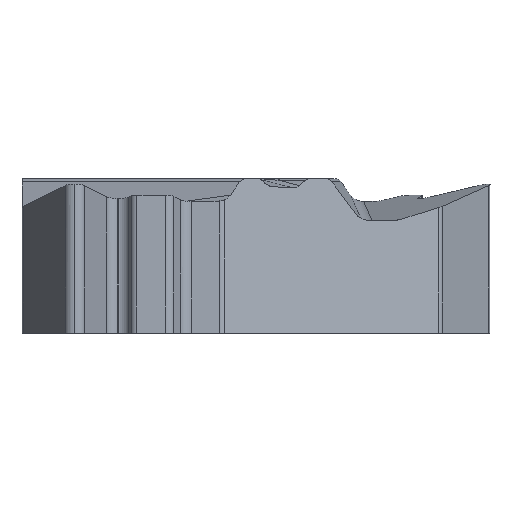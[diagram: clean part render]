
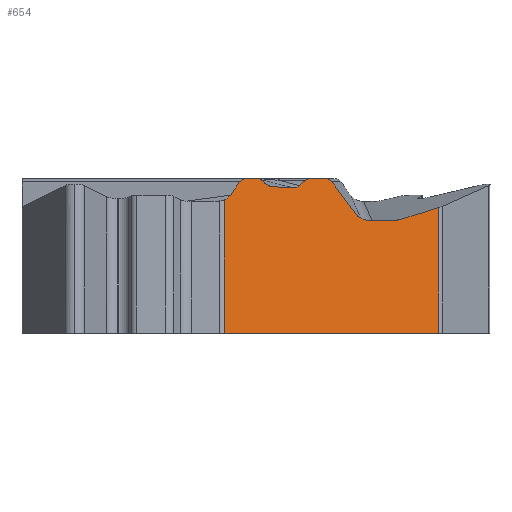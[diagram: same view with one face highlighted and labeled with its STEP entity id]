
A CAD part, front view. The second image highlights one B-rep face of the part: STEP entity #654.
In plain terms, the highlighted planar face has unit normal (0.5, -0.866, 0).
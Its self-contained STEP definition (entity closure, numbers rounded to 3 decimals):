
#63=PLANE('',#2224);
#119=FACE_OUTER_BOUND('',#830,.T.);
#231=ELLIPSE('',#2217,0.338,0.32);
#232=ELLIPSE('',#2218,0.392,0.32);
#233=ELLIPSE('',#2219,0.236,0.2);
#234=ELLIPSE('',#2220,0.167,0.15);
#235=ELLIPSE('',#2221,0.15,0.15);
#236=ELLIPSE('',#2222,0.227,0.2);
#237=ELLIPSE('',#2223,0.385,0.32);
#312=LINE('',#3731,#498);
#313=LINE('',#3734,#499);
#314=LINE('',#3736,#500);
#315=LINE('',#3740,#501);
#316=LINE('',#3744,#502);
#317=LINE('',#3748,#503);
#318=LINE('',#3752,#504);
#319=LINE('',#3765,#505);
#320=LINE('',#3781,#506);
#321=LINE('',#3785,#507);
#322=LINE('',#3789,#508);
#323=LINE('',#3793,#509);
#498=VECTOR('',#2542,1.);
#499=VECTOR('',#2543,1.);
#500=VECTOR('',#2544,1.);
#501=VECTOR('',#2547,1.);
#502=VECTOR('',#2550,1.);
#503=VECTOR('',#2553,1.);
#504=VECTOR('',#2556,1.);
#505=VECTOR('',#2557,1.);
#506=VECTOR('',#2558,1.);
#507=VECTOR('',#2561,1.);
#508=VECTOR('',#2564,1.);
#509=VECTOR('',#2567,1.);
#654=ADVANCED_FACE('',(#119),#63,.F.);
#830=EDGE_LOOP('',(#1042,#1043,#1044,#1045,#1046,#1047,#1048,#1049,#1050,
#1051,#1052,#1053,#1054,#1055,#1056,#1057,#1058,#1059,#1060,#1061,#1062));
#1042=ORIENTED_EDGE('',*,*,#1840,.F.);
#1043=ORIENTED_EDGE('',*,*,#1841,.T.);
#1044=ORIENTED_EDGE('',*,*,#1842,.T.);
#1045=ORIENTED_EDGE('',*,*,#1843,.T.);
#1046=ORIENTED_EDGE('',*,*,#1844,.F.);
#1047=ORIENTED_EDGE('',*,*,#1845,.T.);
#1048=ORIENTED_EDGE('',*,*,#1846,.T.);
#1049=ORIENTED_EDGE('',*,*,#1847,.F.);
#1050=ORIENTED_EDGE('',*,*,#1848,.F.);
#1051=ORIENTED_EDGE('',*,*,#1849,.F.);
#1052=ORIENTED_EDGE('',*,*,#1850,.T.);
#1053=ORIENTED_EDGE('',*,*,#1851,.T.);
#1054=ORIENTED_EDGE('',*,*,#1852,.T.);
#1055=ORIENTED_EDGE('',*,*,#1853,.T.);
#1056=ORIENTED_EDGE('',*,*,#1854,.T.);
#1057=ORIENTED_EDGE('',*,*,#1855,.F.);
#1058=ORIENTED_EDGE('',*,*,#1856,.F.);
#1059=ORIENTED_EDGE('',*,*,#1857,.F.);
#1060=ORIENTED_EDGE('',*,*,#1858,.T.);
#1061=ORIENTED_EDGE('',*,*,#1859,.T.);
#1062=ORIENTED_EDGE('',*,*,#1860,.T.);
#1622=VERTEX_POINT('',#3732);
#1623=VERTEX_POINT('',#3733);
#1624=VERTEX_POINT('',#3735);
#1625=VERTEX_POINT('',#3737);
#1626=VERTEX_POINT('',#3739);
#1627=VERTEX_POINT('',#3741);
#1628=VERTEX_POINT('',#3743);
#1629=VERTEX_POINT('',#3745);
#1630=VERTEX_POINT('',#3747);
#1631=VERTEX_POINT('',#3749);
#1632=VERTEX_POINT('',#3751);
#1633=VERTEX_POINT('',#3753);
#1634=VERTEX_POINT('',#3764);
#1635=VERTEX_POINT('',#3766);
#1636=VERTEX_POINT('',#3780);
#1637=VERTEX_POINT('',#3782);
#1638=VERTEX_POINT('',#3784);
#1639=VERTEX_POINT('',#3786);
#1640=VERTEX_POINT('',#3788);
#1641=VERTEX_POINT('',#3790);
#1642=VERTEX_POINT('',#3792);
#1840=EDGE_CURVE('',#1622,#1623,#312,.T.);
#1841=EDGE_CURVE('',#1622,#1624,#313,.T.);
#1842=EDGE_CURVE('',#1624,#1625,#314,.T.);
#1843=EDGE_CURVE('',#1625,#1626,#231,.T.);
#1844=EDGE_CURVE('',#1627,#1626,#315,.T.);
#1845=EDGE_CURVE('',#1627,#1628,#232,.T.);
#1846=EDGE_CURVE('',#1628,#1629,#316,.T.);
#1847=EDGE_CURVE('',#1630,#1629,#233,.T.);
#1848=EDGE_CURVE('',#1631,#1630,#317,.T.);
#1849=EDGE_CURVE('',#1632,#1631,#234,.T.);
#1850=EDGE_CURVE('',#1632,#1633,#318,.T.);
#1851=EDGE_CURVE('',#1633,#1634,#2125,.T.);
#1852=EDGE_CURVE('',#1634,#1635,#319,.T.);
#1853=EDGE_CURVE('',#1635,#1636,#2126,.T.);
#1854=EDGE_CURVE('',#1636,#1637,#320,.T.);
#1855=EDGE_CURVE('',#1638,#1637,#235,.T.);
#1856=EDGE_CURVE('',#1639,#1638,#321,.T.);
#1857=EDGE_CURVE('',#1640,#1639,#236,.T.);
#1858=EDGE_CURVE('',#1640,#1641,#322,.T.);
#1859=EDGE_CURVE('',#1641,#1642,#237,.T.);
#1860=EDGE_CURVE('',#1642,#1623,#323,.T.);
#2125=B_SPLINE_CURVE_WITH_KNOTS('',3,(#3754,#3755,#3756,#3757,#3758,#3759,
#3760,#3761,#3762,#3763),.UNSPECIFIED.,.F.,.F.,(4,3,3,4),(0.,0.474,
0.706,1.),.UNSPECIFIED.);
#2126=B_SPLINE_CURVE_WITH_KNOTS('',3,(#3767,#3768,#3769,#3770,#3771,#3772,
#3773,#3774,#3775,#3776,#3777,#3778,#3779),.UNSPECIFIED.,.F.,.F.,(4,3,3,
3,4),(0.,0.25,0.499,0.746,1.),
 .UNSPECIFIED.);
#2217=AXIS2_PLACEMENT_3D('',#3738,#2545,#2546);
#2218=AXIS2_PLACEMENT_3D('',#3742,#2548,#2549);
#2219=AXIS2_PLACEMENT_3D('',#3746,#2551,#2552);
#2220=AXIS2_PLACEMENT_3D('',#3750,#2554,#2555);
#2221=AXIS2_PLACEMENT_3D('',#3783,#2559,#2560);
#2222=AXIS2_PLACEMENT_3D('',#3787,#2562,#2563);
#2223=AXIS2_PLACEMENT_3D('',#3791,#2565,#2566);
#2224=AXIS2_PLACEMENT_3D('',#3794,#2568,#2569);
#2542=DIRECTION('',(-0.866,-0.5,0.));
#2543=DIRECTION('',(0.,0.,1.));
#2544=DIRECTION('',(-0.837,-0.483,-0.259));
#2545=DIRECTION('',(-0.5,0.866,0.));
#2546=DIRECTION('',(-0.837,-0.483,-0.259));
#2547=DIRECTION('',(0.866,0.5,0.));
#2548=DIRECTION('',(-0.5,0.866,0.));
#2549=DIRECTION('',(-0.859,-0.496,0.124));
#2550=DIRECTION('',(-0.563,-0.325,0.759));
#2551=DIRECTION('',(-0.5,0.866,0.));
#2552=DIRECTION('',(0.866,0.5,0.));
#2553=DIRECTION('',(0.866,0.5,0.));
#2554=DIRECTION('',(-0.5,0.866,0.));
#2555=DIRECTION('',(-0.866,-0.5,0.));
#2556=DIRECTION('',(-0.687,-0.397,-0.608));
#2557=DIRECTION('',(-0.865,-0.499,0.049));
#2558=DIRECTION('',(-0.656,-0.378,0.653));
#2559=DIRECTION('',(-0.5,0.866,0.));
#2560=DIRECTION('',(0.866,0.5,0.));
#2561=DIRECTION('',(0.866,0.5,0.));
#2562=DIRECTION('',(-0.5,0.866,0.));
#2563=DIRECTION('',(0.866,0.5,0.));
#2564=DIRECTION('',(-0.55,-0.318,-0.772));
#2565=DIRECTION('',(-0.5,0.866,0.));
#2566=DIRECTION('',(0.845,0.488,0.217));
#2567=DIRECTION('',(0.,0.,-1.));
#2568=DIRECTION('',(-0.5,0.866,0.));
#2569=DIRECTION('',(-0.866,-0.5,0.));
#3731=CARTESIAN_POINT('',(8.733,-0.457,-3.97));
#3732=CARTESIAN_POINT('',(6.331,-1.844,-3.97));
#3733=CARTESIAN_POINT('',(0.625,-5.139,-3.97));
#3734=CARTESIAN_POINT('',(6.331,-1.844,0.));
#3735=CARTESIAN_POINT('',(6.331,-1.844,-0.627));
#3736=CARTESIAN_POINT('',(-3.145,-7.315,-3.559));
#3737=CARTESIAN_POINT('',(5.293,-2.443,-0.948));
#3738=CARTESIAN_POINT('',(5.222,-2.485,-0.639));
#3739=CARTESIAN_POINT('',(5.214,-2.489,-0.96));
#3740=CARTESIAN_POINT('',(-3.971,-7.792,-0.96));
#3741=CARTESIAN_POINT('',(4.428,-2.943,-0.96));
#3742=CARTESIAN_POINT('',(4.411,-2.953,-0.639));
#3743=CARTESIAN_POINT('',(4.138,-3.11,-0.815));
#3744=CARTESIAN_POINT('',(0.357,-5.293,4.281));
#3745=CARTESIAN_POINT('',(3.49,-3.484,0.058));
#3746=CARTESIAN_POINT('',(3.325,-3.579,-0.06));
#3747=CARTESIAN_POINT('',(3.325,-3.579,0.14));
#3748=CARTESIAN_POINT('',(-3.971,-7.792,0.14));
#3749=CARTESIAN_POINT('',(2.884,-3.834,0.14));
#3750=CARTESIAN_POINT('',(2.884,-3.834,-0.01));
#3751=CARTESIAN_POINT('',(2.79,-3.888,0.104));
#3752=CARTESIAN_POINT('',(-1.514,-6.373,-3.703));
#3753=CARTESIAN_POINT('',(2.626,-3.983,-0.041));
#3754=CARTESIAN_POINT('',(2.626,-3.983,-0.041));
#3755=CARTESIAN_POINT('',(2.603,-3.996,-0.061));
#3756=CARTESIAN_POINT('',(2.577,-4.011,-0.077));
#3757=CARTESIAN_POINT('',(2.55,-4.027,-0.087));
#3758=CARTESIAN_POINT('',(2.536,-4.035,-0.092));
#3759=CARTESIAN_POINT('',(2.522,-4.043,-0.096));
#3760=CARTESIAN_POINT('',(2.508,-4.051,-0.098));
#3761=CARTESIAN_POINT('',(2.49,-4.061,-0.102));
#3762=CARTESIAN_POINT('',(2.472,-4.072,-0.103));
#3763=CARTESIAN_POINT('',(2.454,-4.082,-0.102));
#3764=CARTESIAN_POINT('',(2.454,-4.082,-0.102));
#3765=CARTESIAN_POINT('',(8.714,-0.468,-0.453));
#3766=CARTESIAN_POINT('',(1.894,-4.406,-0.07));
#3767=CARTESIAN_POINT('',(1.894,-4.406,-0.07));
#3768=CARTESIAN_POINT('',(1.878,-4.415,-0.069));
#3769=CARTESIAN_POINT('',(1.863,-4.424,-0.067));
#3770=CARTESIAN_POINT('',(1.847,-4.433,-0.063));
#3771=CARTESIAN_POINT('',(1.832,-4.442,-0.059));
#3772=CARTESIAN_POINT('',(1.817,-4.45,-0.054));
#3773=CARTESIAN_POINT('',(1.802,-4.459,-0.047));
#3774=CARTESIAN_POINT('',(1.788,-4.467,-0.04));
#3775=CARTESIAN_POINT('',(1.774,-4.475,-0.032));
#3776=CARTESIAN_POINT('',(1.761,-4.483,-0.023));
#3777=CARTESIAN_POINT('',(1.747,-4.491,-0.013));
#3778=CARTESIAN_POINT('',(1.734,-4.498,-0.002));
#3779=CARTESIAN_POINT('',(1.722,-4.505,0.01));
#3780=CARTESIAN_POINT('',(1.722,-4.505,0.01));
#3781=CARTESIAN_POINT('',(5.744,-2.183,-3.999));
#3782=CARTESIAN_POINT('',(1.628,-4.559,0.104));
#3783=CARTESIAN_POINT('',(1.543,-4.608,-0.01));
#3784=CARTESIAN_POINT('',(1.543,-4.608,0.14));
#3785=CARTESIAN_POINT('',(8.733,-0.457,0.14));
#3786=CARTESIAN_POINT('',(1.192,-4.811,0.14));
#3787=CARTESIAN_POINT('',(1.192,-4.811,-0.06));
#3788=CARTESIAN_POINT('',(1.034,-4.903,0.058));
#3789=CARTESIAN_POINT('',(4.118,-3.122,4.386));
#3790=CARTESIAN_POINT('',(0.783,-5.047,-0.294));
#3791=CARTESIAN_POINT('',(0.516,-5.201,-0.124));
#3792=CARTESIAN_POINT('',(0.625,-5.139,-0.42));
#3793=CARTESIAN_POINT('',(0.625,-5.139,0.));
#3794=CARTESIAN_POINT('',(8.733,-0.457,0.));
